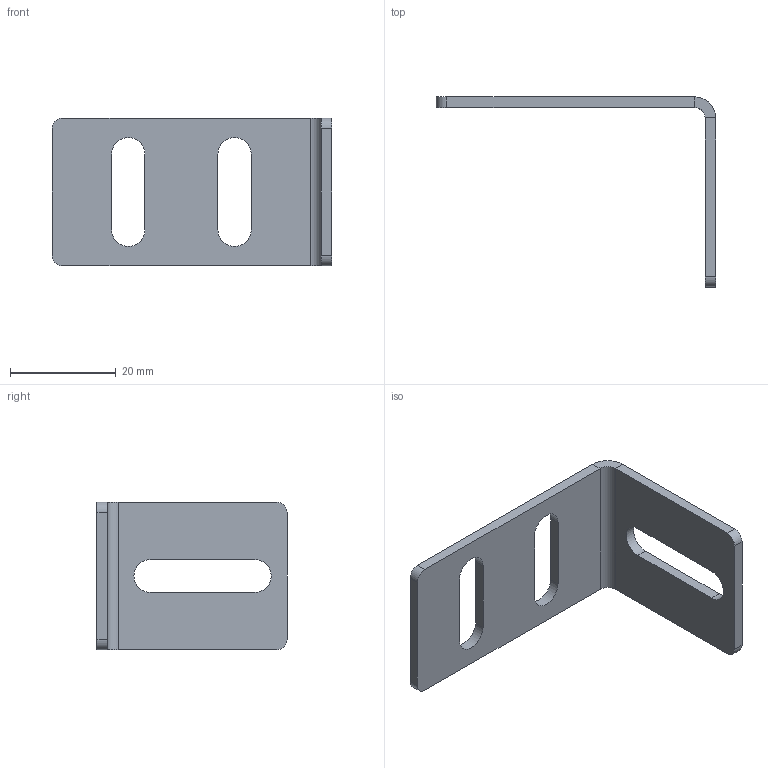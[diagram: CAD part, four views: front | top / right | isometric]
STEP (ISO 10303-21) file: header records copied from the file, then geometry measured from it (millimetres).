
FILE_DESCRIPTION (( 'STEP AP214' ), '1' );
FILE_NAME ('Ñáîðêà3.STEP', '2024-03-28T13:57:45', ( '' ), ( '' ), 'SwSTEP 2.0', 'SolidWorks 2022', '' );
FILE_SCHEMA (( 'AUTOMOTIVE_DESIGN' ));
Length unit declared in the file: millimetre
Products named in the file (2): A623 Крепление для кабель-канала B482 SNSS.00.070_1; Сборка3
Assembly tree (1 placements, depth 2):
  Сборка3
    A623 Крепление для кабель-канала B482 SNSS.00.070_1
Bounding box: 52.9 x 36 x 28 mm (x, y, z)
Volume: 3996.5 mm3; surface area: 4755.8 mm2
Topology: 1 solids, 1 shells, 31 faces, 79 edges, 50 vertices
Faces by surface type: plane 18, cylinder 13
Entity records: 1013 total; most frequent: DIRECTION 175, CARTESIAN_POINT 164, ORIENTED_EDGE 158, EDGE_CURVE 79, AXIS2_PLACEMENT_3D 61, VECTOR 53, LINE 53, VERTEX_POINT 50
